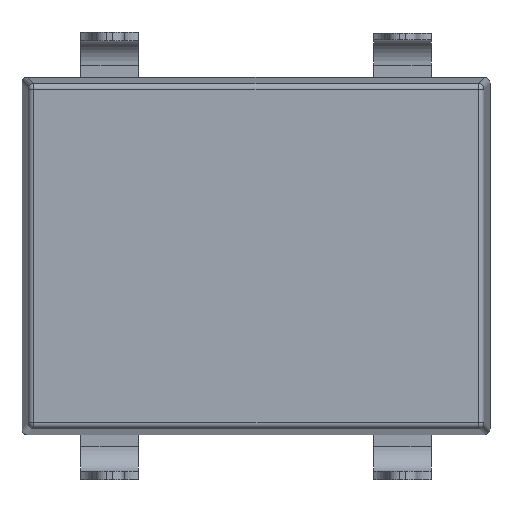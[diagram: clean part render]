
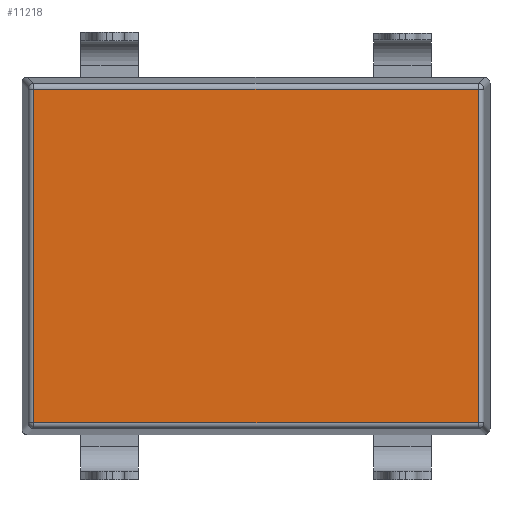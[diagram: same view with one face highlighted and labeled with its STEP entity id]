
A CAD part, front view. The second image highlights one B-rep face of the part: STEP entity #11218.
In plain terms, the highlighted planar face has unit normal (0, -1, 0).
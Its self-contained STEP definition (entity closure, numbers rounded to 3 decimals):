
#715 = LINE ( 'NONE', #7957, #10644 ) ;
#924 = CARTESIAN_POINT ( 'NONE',  ( -3.855, 0., -2.895 ) ) ;
#1272 = CARTESIAN_POINT ( 'NONE',  ( 0., 0., 2.895 ) ) ;
#1390 = CARTESIAN_POINT ( 'NONE',  ( -3.855, 0., 2.895 ) ) ;
#1797 = EDGE_CURVE ( 'NONE', #17658, #18424, #715, .T. ) ;
#1892 = CARTESIAN_POINT ( 'NONE',  ( 3.855, 0., 2.895 ) ) ;
#2884 = LINE ( 'NONE', #20369, #12778 ) ;
#3624 = DIRECTION ( 'NONE',  ( 1., 0., 0. ) ) ;
#4356 = EDGE_CURVE ( 'NONE', #14769, #6123, #2884, .T. ) ;
#4828 = LINE ( 'NONE', #18483, #19652 ) ;
#5037 = DIRECTION ( 'NONE',  ( -1., 0., 0. ) ) ;
#5679 = EDGE_CURVE ( 'NONE', #6123, #17658, #19364, .T. ) ;
#5752 = EDGE_CURVE ( 'NONE', #18424, #14769, #4828, .T. ) ;
#6123 = VERTEX_POINT ( 'NONE', #1892 ) ;
#7189 = PLANE ( 'NONE',  #12192 ) ;
#7274 = CARTESIAN_POINT ( 'NONE',  ( 0., 0., 0. ) ) ;
#7957 = CARTESIAN_POINT ( 'NONE',  ( -3.855, 0., 0. ) ) ;
#9133 = DIRECTION ( 'NONE',  ( 0., 0., -1. ) ) ;
#10644 = VECTOR ( 'NONE', #11668, 1000. ) ;
#11218 = ADVANCED_FACE ( 'NONE', ( #22084 ), #7189, .T. ) ;
#11668 = DIRECTION ( 'NONE',  ( 0., 0., -1. ) ) ;
#12192 = AXIS2_PLACEMENT_3D ( 'NONE', #7274, #20249, #9133 ) ;
#12778 = VECTOR ( 'NONE', #22075, 1000. ) ;
#13406 = ORIENTED_EDGE ( 'NONE', *, *, #1797, .T. ) ;
#13701 = ORIENTED_EDGE ( 'NONE', *, *, #5679, .T. ) ;
#14769 = VERTEX_POINT ( 'NONE', #16868 ) ;
#15377 = ORIENTED_EDGE ( 'NONE', *, *, #4356, .T. ) ;
#16868 = CARTESIAN_POINT ( 'NONE',  ( 3.855, 0., -2.895 ) ) ;
#17658 = VERTEX_POINT ( 'NONE', #1390 ) ;
#18424 = VERTEX_POINT ( 'NONE', #924 ) ;
#18483 = CARTESIAN_POINT ( 'NONE',  ( 0., 0., -2.895 ) ) ;
#18557 = ORIENTED_EDGE ( 'NONE', *, *, #5752, .T. ) ;
#18764 = VECTOR ( 'NONE', #5037, 1000. ) ;
#19364 = LINE ( 'NONE', #1272, #18764 ) ;
#19652 = VECTOR ( 'NONE', #3624, 1000. ) ;
#20249 = DIRECTION ( 'NONE',  ( 0., -1., 0. ) ) ;
#20369 = CARTESIAN_POINT ( 'NONE',  ( 3.855, 0., 0. ) ) ;
#22075 = DIRECTION ( 'NONE',  ( 0., 0., 1. ) ) ;
#22084 = FACE_OUTER_BOUND ( 'NONE', #22883, .T. ) ;
#22883 = EDGE_LOOP ( 'NONE', ( #18557, #15377, #13701, #13406 ) ) ;
